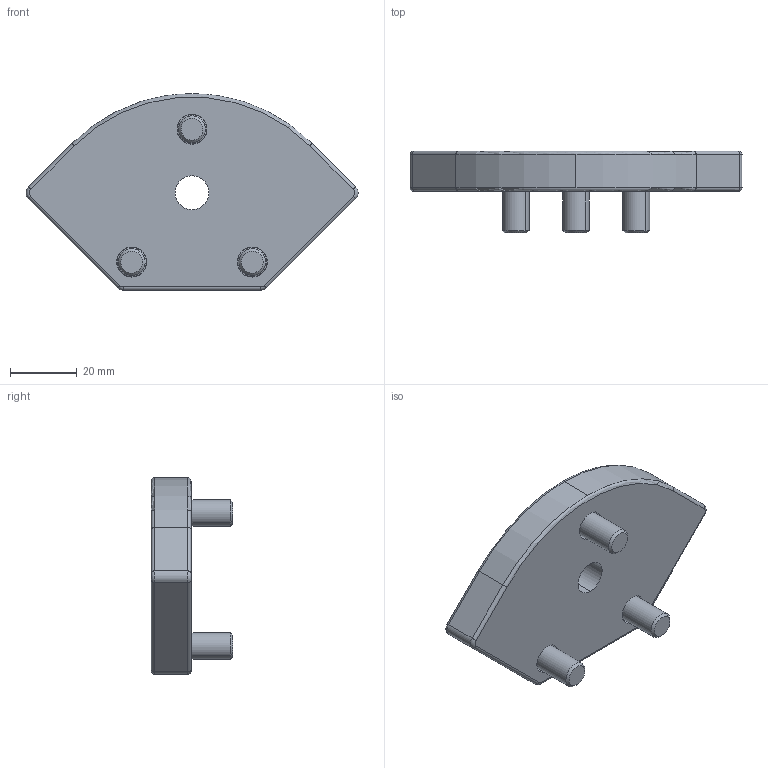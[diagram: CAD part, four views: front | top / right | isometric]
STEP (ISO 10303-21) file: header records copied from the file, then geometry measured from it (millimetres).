
FILE_DESCRIPTION (( 'STEP AP214' ), '1' );
FILE_NAME ('70x70 M12 Stem Caster End Mounting Kit(40DCP-0401-005-01).STEP', '2025-06-12T15:22:38', ( '' ), ( '' ), 'SwSTEP 2.0', 'SolidWorks 2020', '' );
FILE_SCHEMA (( 'AUTOMOTIVE_DESIGN' ));
Length unit declared in the file: millimetre
Products named in the file (1): 70x70 M12 Stem Caster End Mounting Kit(40DCP-0401-005-01)
Bounding box: 99.73 x 24.5 x 59.07 mm (x, y, z)
Volume: 49129.2 mm3; surface area: 15439.6 mm2
Topology: 4 solids, 4 shells, 145 faces, 317 edges, 183 vertices
Faces by surface type: plane 55, cylinder 42, cone 32, torus 16
Entity records: 5563 total; most frequent: DIRECTION 753, CARTESIAN_POINT 640, ORIENTED_EDGE 622, EDGE_CURVE 311, AXIS2_PLACEMENT_3D 296, VERTEX_POINT 183, EDGE_LOOP 162, LINE 161
